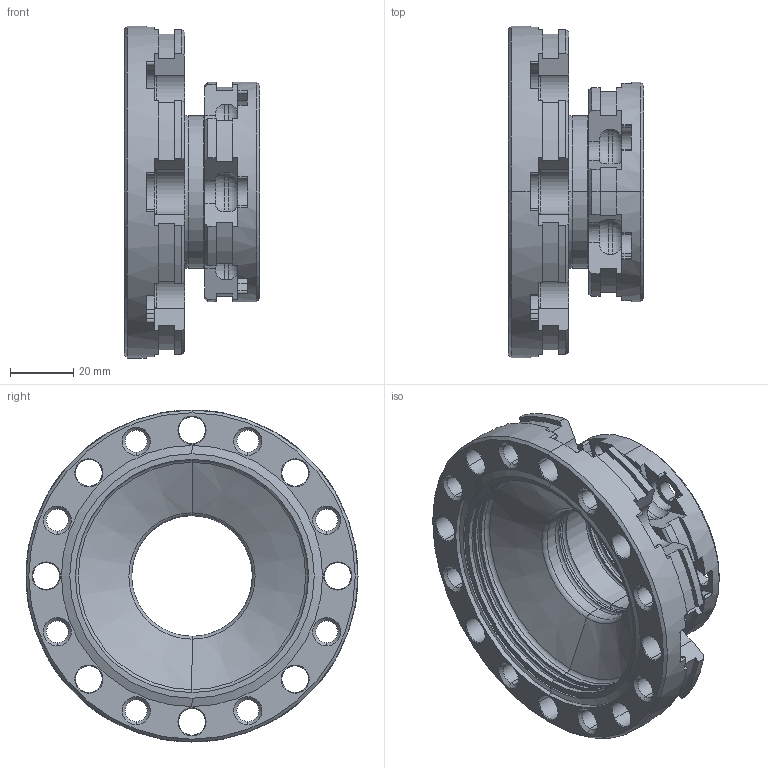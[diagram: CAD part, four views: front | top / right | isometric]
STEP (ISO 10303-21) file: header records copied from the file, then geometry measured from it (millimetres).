
FILE_DESCRIPTION (( 'STEP AP214' ), '1' );
FILE_NAME ('MCF450-ClsCplr-E1Cr1_(53-610710-1).STEP', '2018-04-18T14:22:33', ( '' ), ( '' ), 'SwSTEP 2.0', 'SolidWorks 2017', '' );
FILE_SCHEMA (( 'AUTOMOTIVE_DESIGN' ));
Length unit declared in the file: inch
Products named in the file (1): MCF450-ClsCplr-E1Cr1_(53-610710-1)
Bounding box: 42.67 x 104.9 x 104.9 mm (x, y, z)
Volume: 101693.3 mm3; surface area: 51282.5 mm2
Topology: 3 solids, 3 shells, 528 faces, 1381 edges, 874 vertices
Faces by surface type: cylinder 222, plane 147, cone 121, torus 38
Entity records: 24121 total; most frequent: CARTESIAN_POINT 3668, DIRECTION 3025, ORIENTED_EDGE 2762, EDGE_CURVE 1381, AXIS2_PLACEMENT_3D 1199, VERTEX_POINT 874, CIRCLE 670, VECTOR 627
